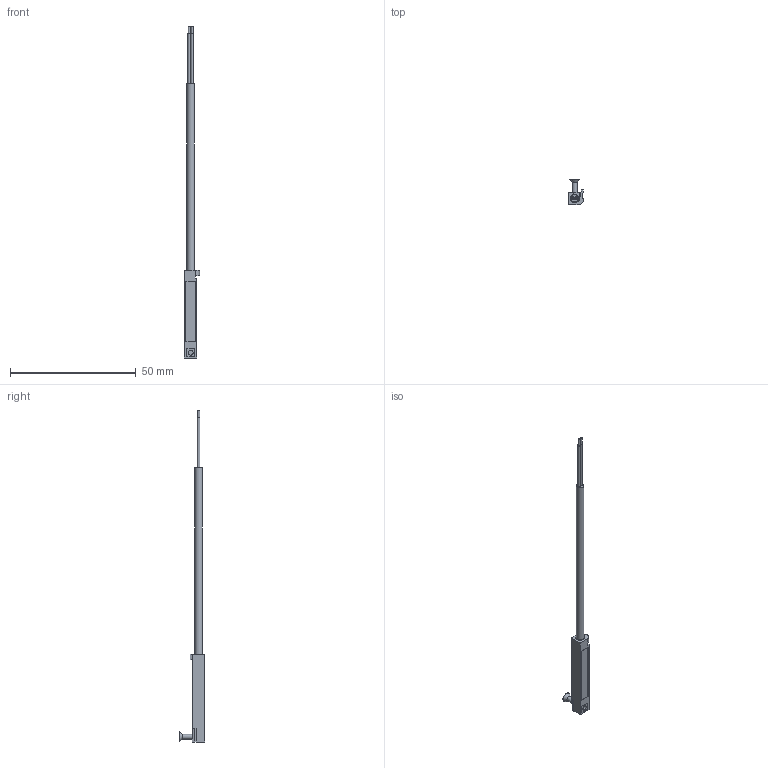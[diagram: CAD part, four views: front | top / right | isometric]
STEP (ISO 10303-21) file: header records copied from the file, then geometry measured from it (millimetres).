
FILE_DESCRIPTION(/* description */ (''),/* implementation_level */ '2;1');
FILE_NAME(/* name */ 'S00095.RV2I Sensor assembly.stp',/* time_stamp */ '2026-03-06T14:09:27+01:00',/* author */ ('andrea'),/* organization */ (''),/* preprocessor_version */ 'ST-DEVELOPER v20',/* originating_system */ 'Autodesk Inventor 2025',/* authorisation */ '');
FILE_SCHEMA (('AUTOMOTIVE_DESIGN { 1 0 10303 214 3 1 1 }'));
Length unit declared in the file: millimetre
Products named in the file (7): ASSIMEME SENSORE RV2I; SENSORE RS2I; CAVO SENSORE CAMOZZI; SENSORE RS2I_1; RASINA SENSORE RV2I; NOTTOLINO DORATO PER VITE; VITE PER SENSORE RS3I
Assembly tree (6 placements, depth 2):
  ASSIMEME SENSORE RV2I
    SENSORE RS2I
    CAVO SENSORE CAMOZZI
    SENSORE RS2I_1
    RASINA SENSORE RV2I
    NOTTOLINO DORATO PER VITE
    VITE PER SENSORE RS3I
Bounding box: 6.04 x 10.3 x 131.9 mm (x, y, z)
Volume: 1532.7 mm3; surface area: 2942.8 mm2
Topology: 6 solids, 6 shells, 317 faces, 767 edges, 496 vertices
Faces by surface type: plane 211, cylinder 58, bspline 31, sphere 16, cone 1
Full cylindrical faces by diameter (mm): 0.8 x4, 1 x4, 1.9 x2, 2.9 x1, 3 x1, 3.2 x2, 3.8 x1
Entity records: 10043 total; most frequent: CARTESIAN_POINT 2008, ORIENTED_EDGE 1534, DIRECTION 1438, EDGE_CURVE 767, LINE 582, VECTOR 582, VERTEX_POINT 494, AXIS2_PLACEMENT_3D 428
